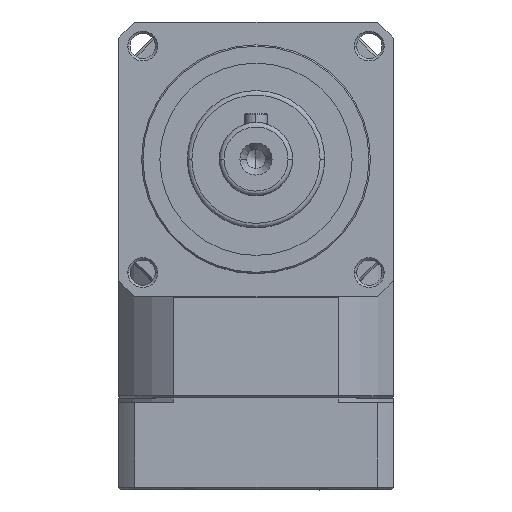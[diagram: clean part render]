
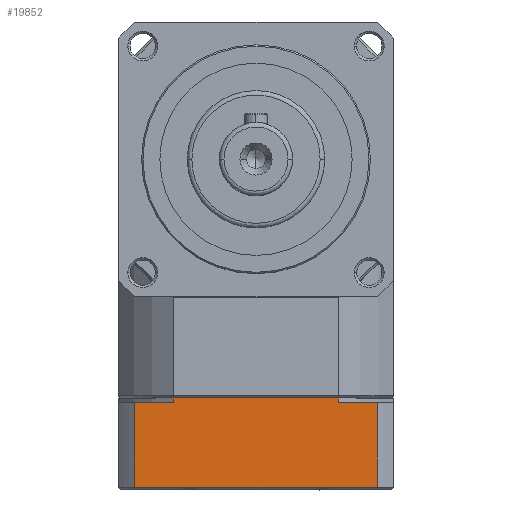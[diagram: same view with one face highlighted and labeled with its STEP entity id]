
A CAD part, top view. The second image highlights one B-rep face of the part: STEP entity #19852.
In plain terms, the highlighted face is planar.
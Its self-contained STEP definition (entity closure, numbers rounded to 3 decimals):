
#2001 = LINE ( 'NONE', #8936, #16590 ) ;
#2042 = ORIENTED_EDGE ( 'NONE', *, *, #3082, .F. ) ;
#2116 = EDGE_CURVE ( 'NONE', #19064, #3749, #14336, .T. ) ;
#3082 = EDGE_CURVE ( 'NONE', #18350, #22795, #21844, .T. ) ;
#3749 = VERTEX_POINT ( 'NONE', #25171 ) ;
#3915 = EDGE_CURVE ( 'NONE', #8683, #9801, #12024, .T. ) ;
#4815 = ORIENTED_EDGE ( 'NONE', *, *, #24113, .T. ) ;
#5771 = FACE_OUTER_BOUND ( 'NONE', #8184, .T. ) ;
#6354 = CARTESIAN_POINT ( 'NONE',  ( -18.028, 30., 0. ) ) ;
#6596 = CARTESIAN_POINT ( 'NONE',  ( 26.458, 30., 0. ) ) ;
#6880 = VECTOR ( 'NONE', #12435, 1000. ) ;
#7116 = DIRECTION ( 'NONE',  ( 0., 1., 0. ) ) ;
#7461 = CARTESIAN_POINT ( 'NONE',  ( 30., 30., 1. ) ) ;
#7689 = ORIENTED_EDGE ( 'NONE', *, *, #9718, .T. ) ;
#7835 = VERTEX_POINT ( 'NONE', #15799 ) ;
#8184 = EDGE_LOOP ( 'NONE', ( #13252, #21250, #12893, #4815, #7689, #20846, #13418, #2042 ) ) ;
#8683 = VERTEX_POINT ( 'NONE', #20548 ) ;
#8936 = CARTESIAN_POINT ( 'NONE',  ( 30., 30., 1. ) ) ;
#9315 = CARTESIAN_POINT ( 'NONE',  ( -18.028, 30., 1. ) ) ;
#9718 = EDGE_CURVE ( 'NONE', #10352, #8683, #2001, .T. ) ;
#9801 = VERTEX_POINT ( 'NONE', #20896 ) ;
#9927 = EDGE_CURVE ( 'NONE', #18350, #7835, #11041, .T. ) ;
#9931 = LINE ( 'NONE', #6596, #15232 ) ;
#10352 = VERTEX_POINT ( 'NONE', #22848 ) ;
#10995 = DIRECTION ( 'NONE',  ( -1., 0., 0. ) ) ;
#11041 = LINE ( 'NONE', #7461, #20810 ) ;
#11627 = DIRECTION ( 'NONE',  ( 0., 0., 1. ) ) ;
#12024 = LINE ( 'NONE', #19827, #22403 ) ;
#12065 = VECTOR ( 'NONE', #11627, 1000. ) ;
#12435 = DIRECTION ( 'NONE',  ( -1., 0., 0. ) ) ;
#12893 = ORIENTED_EDGE ( 'NONE', *, *, #2116, .T. ) ;
#13252 = ORIENTED_EDGE ( 'NONE', *, *, #9927, .T. ) ;
#13418 = ORIENTED_EDGE ( 'NONE', *, *, #16429, .T. ) ;
#14336 = LINE ( 'NONE', #14499, #24744 ) ;
#14417 = DIRECTION ( 'NONE',  ( 1., 0., 0. ) ) ;
#14499 = CARTESIAN_POINT ( 'NONE',  ( 30., 30., 19.5 ) ) ;
#15232 = VECTOR ( 'NONE', #20494, 1000. ) ;
#15799 = CARTESIAN_POINT ( 'NONE',  ( -26.458, 30., 1. ) ) ;
#16429 = EDGE_CURVE ( 'NONE', #9801, #22795, #17453, .T. ) ;
#16590 = VECTOR ( 'NONE', #10995, 1000. ) ;
#16699 = VECTOR ( 'NONE', #17679, 1000. ) ;
#17453 = LINE ( 'NONE', #24160, #6880 ) ;
#17679 = DIRECTION ( 'NONE',  ( 0., 0., -1. ) ) ;
#17810 = CARTESIAN_POINT ( 'NONE',  ( -18.028, 30., 0. ) ) ;
#18350 = VERTEX_POINT ( 'NONE', #9315 ) ;
#18945 = CARTESIAN_POINT ( 'NONE',  ( 30., 30., 0. ) ) ;
#19064 = VERTEX_POINT ( 'NONE', #23799 ) ;
#19653 = DIRECTION ( 'NONE',  ( 0., 0., -1. ) ) ;
#19827 = CARTESIAN_POINT ( 'NONE',  ( 18.028, 30., 0. ) ) ;
#19852 = ADVANCED_FACE ( 'NONE', ( #5771 ), #22801, .T. ) ;
#20494 = DIRECTION ( 'NONE',  ( 0., 0., -1. ) ) ;
#20548 = CARTESIAN_POINT ( 'NONE',  ( 18.028, 30., 1. ) ) ;
#20810 = VECTOR ( 'NONE', #23212, 1000. ) ;
#20846 = ORIENTED_EDGE ( 'NONE', *, *, #3915, .T. ) ;
#20896 = CARTESIAN_POINT ( 'NONE',  ( 18.028, 30., 0. ) ) ;
#20914 = DIRECTION ( 'NONE',  ( -1., 0., 0. ) ) ;
#21250 = ORIENTED_EDGE ( 'NONE', *, *, #23087, .T. ) ;
#21844 = LINE ( 'NONE', #17810, #16699 ) ;
#21932 = AXIS2_PLACEMENT_3D ( 'NONE', #18945, #7116, #20914 ) ;
#22403 = VECTOR ( 'NONE', #19653, 1000. ) ;
#22443 = LINE ( 'NONE', #23333, #12065 ) ;
#22795 = VERTEX_POINT ( 'NONE', #6354 ) ;
#22801 = PLANE ( 'NONE',  #21932 ) ;
#22848 = CARTESIAN_POINT ( 'NONE',  ( 26.458, 30., 1. ) ) ;
#23087 = EDGE_CURVE ( 'NONE', #7835, #19064, #22443, .T. ) ;
#23212 = DIRECTION ( 'NONE',  ( -1., 0., 0. ) ) ;
#23333 = CARTESIAN_POINT ( 'NONE',  ( -26.458, 30., 0. ) ) ;
#23799 = CARTESIAN_POINT ( 'NONE',  ( -26.458, 30., 19.5 ) ) ;
#24113 = EDGE_CURVE ( 'NONE', #3749, #10352, #9931, .T. ) ;
#24160 = CARTESIAN_POINT ( 'NONE',  ( 0., 30., 0. ) ) ;
#24744 = VECTOR ( 'NONE', #14417, 1000. ) ;
#25171 = CARTESIAN_POINT ( 'NONE',  ( 26.458, 30., 19.5 ) ) ;
